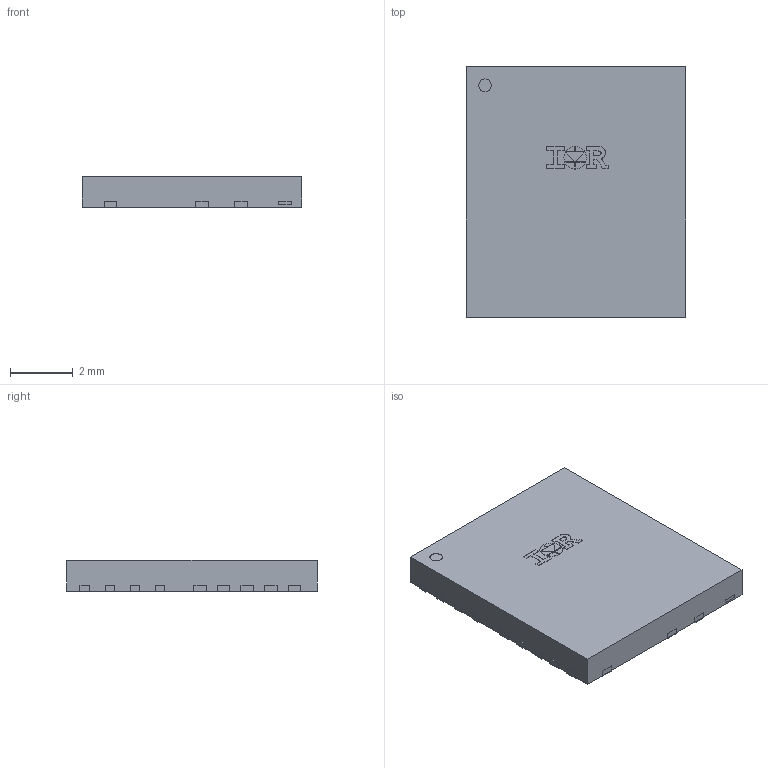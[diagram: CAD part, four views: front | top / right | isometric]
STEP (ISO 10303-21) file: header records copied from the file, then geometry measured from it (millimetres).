
FILE_DESCRIPTION(/* description */ (''),/* implementation_level */ '2;1');
FILE_NAME(/* name */ 'PG-IQFN-27-901_Z8B00211446_V01_3D.stp',/* time_stamp */ '2024-02-20T15:36:31+05:30',/* author */ ('Subramani'),/* organization */ (''),/* preprocessor_version */ 'ST-DEVELOPER v19.2',/* originating_system */ 'AutoCAD Mechanical',/* authorisation */ '');
FILE_SCHEMA (('AUTOMOTIVE_DESIGN { 1 0 10303 214 3 1 1 }'));
Length unit declared in the file: millimetre
Products named in the file (1): Product
Bounding box: 7 x 8 x 1.01 mm (x, y, z)
Surface area: 220.2 mm2
Topology: 27 solids, 27 shells, 318 faces, 789 edges, 526 vertices
Faces by surface type: plane 231, cylinder 87
Full cylindrical faces by diameter (mm): 0.4 x2
Entity records: 9426 total; most frequent: CARTESIAN_POINT 1634, DIRECTION 1601, ORIENTED_EDGE 1578, EDGE_CURVE 789, LINE 615, VECTOR 615, VERTEX_POINT 526, AXIS2_PLACEMENT_3D 493
